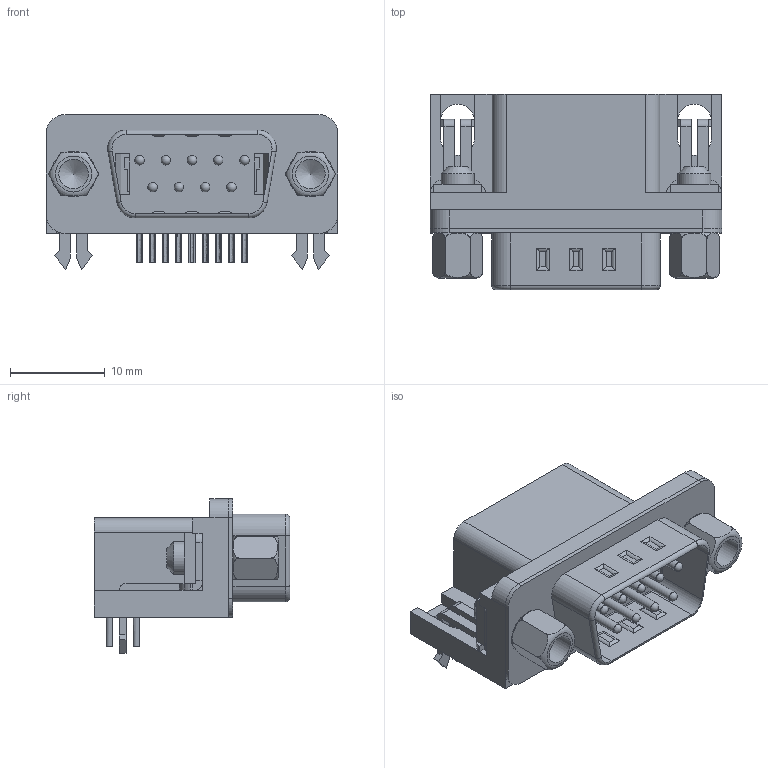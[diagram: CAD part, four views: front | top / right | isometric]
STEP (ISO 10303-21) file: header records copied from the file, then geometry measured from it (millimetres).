
FILE_DESCRIPTION(/* description */ ('Unknown'),/* implementation_level */ '2;1');
FILE_NAME(/* name */ 'J_Wurth_WR-DSUB_618009231421',/* time_stamp */ '2025-07-14T15:13:48+08:00',/* author */ ('Unknown'),/* organization */ ('Unknown'),/* preprocessor_version */ 'ST-DEVELOPER v19.4',/* originating_system */ 'Solid Edge',/* authorisation */ 'Unknown');
FILE_SCHEMA (('AUTOMOTIVE_DESIGN {1 0 10303 214 3 1 1}'));
Length unit declared in the file: millimetre
Products named in the file (2): J_Wurth_WR-DSUB_618009231421
Assembly tree (1 placements, depth 2):
  J_Wurth_WR-DSUB_618009231421
    J_Wurth_WR-DSUB_618009231421
Bounding box: 30.81 x 20.65 x 16.35 mm (x, y, z)
Volume: 3385.4 mm3; surface area: 6729.3 mm2
Topology: 18 solids, 18 shells, 741 faces, 1936 edges, 1223 vertices
Faces by surface type: plane 414, cylinder 161, bspline 126, cone 19, torus 12, sphere 9
Full cylindrical faces by diameter (mm): 0.7 x4, 0.8 x5, 1 x18, 3.121 x4, 3.5 x2, 4 x8
Entity records: 37447 total; most frequent: CARTESIAN_POINT 19895, ORIENTED_EDGE 3640, DIRECTION 3140, EDGE_CURVE 1820, LINE 1290, VECTOR 1290, VERTEX_POINT 1191, AXIS2_PLACEMENT_3D 925
